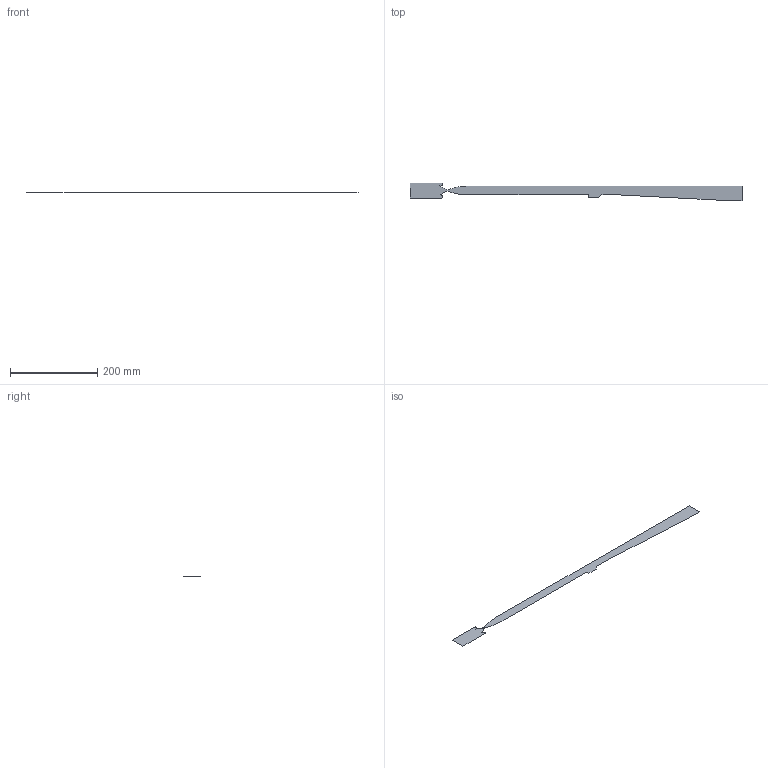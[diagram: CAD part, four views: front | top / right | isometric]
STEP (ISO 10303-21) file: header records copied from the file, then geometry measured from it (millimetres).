
FILE_DESCRIPTION (( 'STEP AP214' ), '1' );
FILE_NAME ('Baseline_extended_symmetric.STEP', '2023-10-03T15:30:36', ( '' ), ( '' ), 'SwSTEP 2.0', 'SolidWorks 2022', '' );
FILE_SCHEMA (( 'AUTOMOTIVE_DESIGN' ));
Length unit declared in the file: millimetre
Products named in the file (1): Baseline_extended_symmetric
Bounding box: 759.44 x 40.71 x 0 mm (x, y, z)
Surface area: 18032.3 mm2 (no closed solid volume)
Topology: 0 solids, 1 shells, 1 faces, 29 edges, 29 vertices
Faces by surface type: plane 1
Entity records: 290 total; most frequent: CARTESIAN_POINT 76, DIRECTION 38, EDGE_CURVE 29, ORIENTED_EDGE 29, VERTEX_POINT 29, LINE 20, VECTOR 20, AXIS2_PLACEMENT_3D 9
